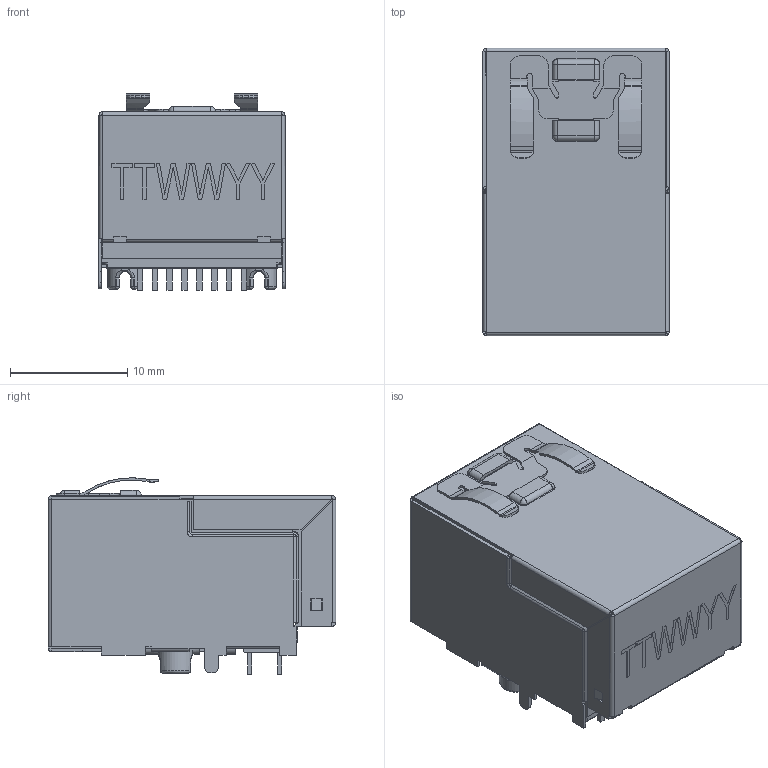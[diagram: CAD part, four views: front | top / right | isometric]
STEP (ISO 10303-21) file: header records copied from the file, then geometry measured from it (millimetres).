
FILE_DESCRIPTION (( 'STEP AP203' ), '1' );
FILE_NAME ('Customer-BB1964A34(82-0720).STEP', '2020-05-26T12:52:11', ( '' ), ( '' ), 'SwSTEP 2.0', 'SolidWorks 2018', '' );
FILE_SCHEMA (( 'CONFIG_CONTROL_DESIGN' ));
Length unit declared in the file: millimetre
Products named in the file (1): Customer-BB1964A34(82-0720)
Bounding box: 15.88 x 24.55 x 16.76 mm (x, y, z)
Volume: 4794.9 mm3; surface area: 3255.9 mm2
Topology: 1 solids, 1 shells, 804 faces, 2160 edges, 1351 vertices
Faces by surface type: plane 551, cylinder 182, bspline 30, sphere 19, torus 15, cone 7
Entity records: 25244 total; most frequent: CARTESIAN_POINT 5204, ORIENTED_EDGE 4292, DIRECTION 3955, EDGE_CURVE 2146, VECTOR 1671, LINE 1671, VERTEX_POINT 1351, AXIS2_PLACEMENT_3D 1142
